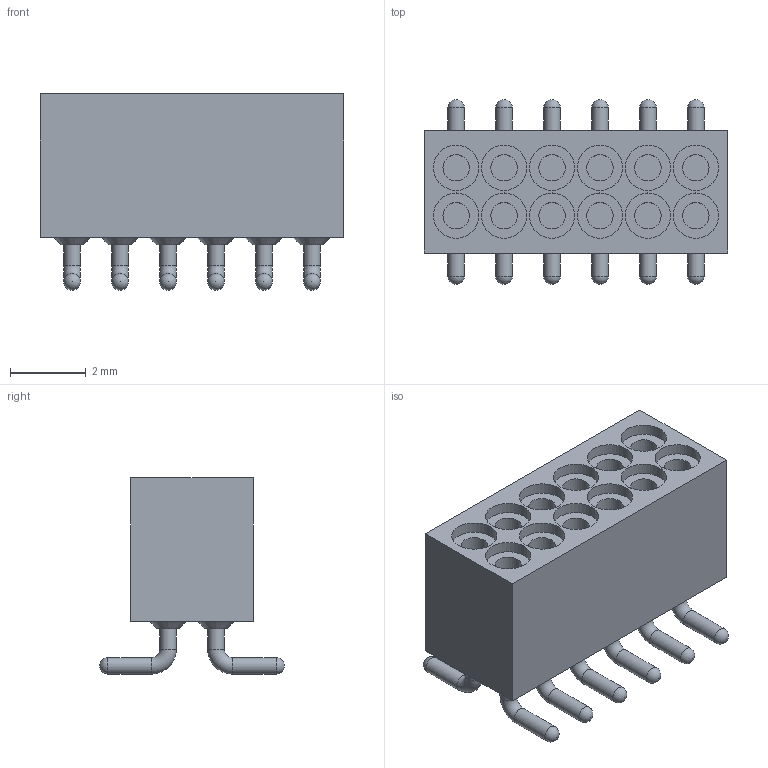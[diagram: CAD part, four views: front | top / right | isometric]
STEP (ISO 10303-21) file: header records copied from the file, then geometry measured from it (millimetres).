
FILE_DESCRIPTION(('FreeCAD Model'),'2;1');
FILE_NAME('1551-12-3-xx-xx.step', '2026-04-02T13:13:29',('Author'),(''), 'Open CASCADE STEP processor 6.8','FreeCAD','Unknown');
FILE_SCHEMA(('AUTOMOTIVE_DESIGN_CC2 { 1 2 10303 214 -1 1 5 4 }'));
Length unit declared in the file: millimetre
Products named in the file (1): 1551-12-3-xx-xx
Bounding box: 8.03 x 4.9 x 5.2 mm (x, y, z)
Volume: 84.6 mm3; surface area: 294 mm2
Topology: 1 solids, 1 shells, 138 faces, 294 edges, 194 vertices
Faces by surface type: cylinder 60, plane 42, sphere 12, torus 12, cone 12
Full cylindrical faces by diameter (mm): 0.44 x24, 0.7 x12, 1.2 x24
Entity records: 18589 total; most frequent: CARTESIAN_POINT 12411, DIRECTION 818, ORIENTED_EDGE 564, PCURVE 564, DEFINITIONAL_REPRESENTATION 564, B_SPLINE_CURVE_WITH_KNOTS 456, AXIS2_PLACEMENT_3D 337, EDGE_CURVE 282
